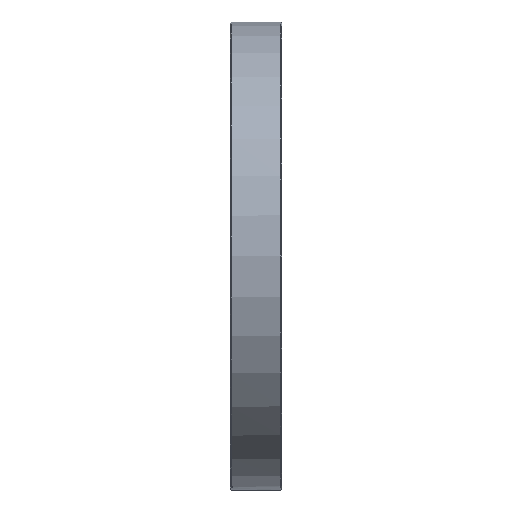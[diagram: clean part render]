
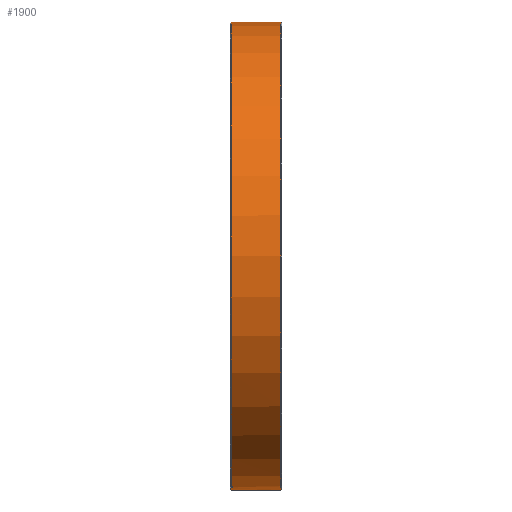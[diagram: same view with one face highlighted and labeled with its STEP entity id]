
A CAD part, left-side view. The second image highlights one B-rep face of the part: STEP entity #1900.
In plain terms, the highlighted cylindrical face has radius 101.2 mm (diameter 202.4 mm), a partial arc.
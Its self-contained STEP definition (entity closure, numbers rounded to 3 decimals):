
#135 = VECTOR ( 'NONE', #765, 1000. ) ;
#184 = CIRCLE ( 'NONE', #208, 101.2 ) ;
#208 = AXIS2_PLACEMENT_3D ( 'NONE', #657, #658, #659 ) ;
#235 = VECTOR ( 'NONE', #768, 1000. ) ;
#267 = EDGE_CURVE ( 'NONE', #2869, #1985, #184, .T. ) ;
#303 = EDGE_CURVE ( 'NONE', #1977, #2422, #761, .T. ) ;
#304 = EDGE_CURVE ( 'NONE', #1985, #2434, #766, .T. ) ;
#657 = CARTESIAN_POINT ( 'NONE',  ( 0., 21.9, 0. ) ) ;
#658 = DIRECTION ( 'NONE',  ( 0., -1., 0. ) ) ;
#659 = DIRECTION ( 'NONE',  ( 0., 0., -1. ) ) ;
#754 = CARTESIAN_POINT ( 'NONE',  ( 0., -15.022, 101.2 ) ) ;
#761 = LINE ( 'NONE', #754, #135 ) ;
#765 = DIRECTION ( 'NONE',  ( 0., -1., 0. ) ) ;
#766 = LINE ( 'NONE', #767, #235 ) ;
#767 = CARTESIAN_POINT ( 'NONE',  ( 0., -15.022, -101.2 ) ) ;
#768 = DIRECTION ( 'NONE',  ( 0., -1., 0. ) ) ;
#1818 = EDGE_CURVE ( 'NONE', #1977, #2866, #4297, .T. ) ;
#1819 = EDGE_CURVE ( 'NONE', #2866, #2862, #4237, .T. ) ;
#1820 = EDGE_CURVE ( 'NONE', #2862, #2861, #4301, .T. ) ;
#1821 = EDGE_CURVE ( 'NONE', #2861, #2869, #3245, .T. ) ;
#1822 = EDGE_CURVE ( 'NONE', #2434, #2422, #4304, .T. ) ;
#1900 = ADVANCED_FACE ( 'NONE', ( #3541 ), #3540, .T. ) ;
#1977 = VERTEX_POINT ( 'NONE', #3592 ) ;
#1985 = VERTEX_POINT ( 'NONE', #3605 ) ;
#2422 = VERTEX_POINT ( 'NONE', #3618 ) ;
#2434 = VERTEX_POINT ( 'NONE', #3627 ) ;
#2460 = ORIENTED_EDGE ( 'NONE', *, *, #303, .F. ) ;
#2461 = ORIENTED_EDGE ( 'NONE', *, *, #1818, .T. ) ;
#2462 = ORIENTED_EDGE ( 'NONE', *, *, #1819, .T. ) ;
#2463 = ORIENTED_EDGE ( 'NONE', *, *, #1820, .T. ) ;
#2464 = ORIENTED_EDGE ( 'NONE', *, *, #1821, .T. ) ;
#2465 = ORIENTED_EDGE ( 'NONE', *, *, #267, .T. ) ;
#2466 = ORIENTED_EDGE ( 'NONE', *, *, #304, .T. ) ;
#2467 = ORIENTED_EDGE ( 'NONE', *, *, #1822, .T. ) ;
#2651 = EDGE_LOOP ( 'NONE', ( #2460, #2461, #2462, #2463, #2464, #2465, #2466, #2467 ) ) ;
#2861 = VERTEX_POINT ( 'NONE', #3734 ) ;
#2862 = VERTEX_POINT ( 'NONE', #3735 ) ;
#2866 = VERTEX_POINT ( 'NONE', #3739 ) ;
#2869 = VERTEX_POINT ( 'NONE', #3742 ) ;
#3245 = LINE ( 'NONE', #3246, #4302 ) ;
#3246 = CARTESIAN_POINT ( 'NONE',  ( -14.348, -15.022, -100.178 ) ) ;
#3247 = CARTESIAN_POINT ( 'NONE',  ( 0., 21.9, 0. ) ) ;
#3248 = DIRECTION ( 'NONE',  ( 0., -1., 0. ) ) ;
#3249 = DIRECTION ( 'NONE',  ( 0., 0., -1. ) ) ;
#3250 = DIRECTION ( 'NONE',  ( 0., -1., 0. ) ) ;
#3251 = CARTESIAN_POINT ( 'NONE',  ( 0., 21.1, 0. ) ) ;
#3252 = DIRECTION ( 'NONE',  ( 0., -1., 0. ) ) ;
#3253 = DIRECTION ( 'NONE',  ( 0., 0., -1. ) ) ;
#3254 = DIRECTION ( 'NONE',  ( 0., 1., 0. ) ) ;
#3257 = CARTESIAN_POINT ( 'NONE',  ( 0., 0.4, 0. ) ) ;
#3258 = DIRECTION ( 'NONE',  ( 0., 1., 0. ) ) ;
#3259 = DIRECTION ( 'NONE',  ( 0., 0., 1. ) ) ;
#3535 = DIRECTION ( 'NONE',  ( 0., -1., 0. ) ) ;
#3537 = CARTESIAN_POINT ( 'NONE',  ( 0., -15.022, 0. ) ) ;
#3540 = CYLINDRICAL_SURFACE ( 'NONE', #4445, 101.2 ) ;
#3541 = FACE_OUTER_BOUND ( 'NONE', #2651, .T. ) ;
#3543 = DIRECTION ( 'NONE',  ( 0., 0., -1. ) ) ;
#3592 = CARTESIAN_POINT ( 'NONE',  ( 0., 21.9, 101.2 ) ) ;
#3605 = CARTESIAN_POINT ( 'NONE',  ( 0., 21.9, -101.2 ) ) ;
#3618 = CARTESIAN_POINT ( 'NONE',  ( 0., 0.4, 101.2 ) ) ;
#3627 = CARTESIAN_POINT ( 'NONE',  ( 0., 0.4, -101.2 ) ) ;
#3734 = CARTESIAN_POINT ( 'NONE',  ( -14.348, 21.1, -100.178 ) ) ;
#3735 = CARTESIAN_POINT ( 'NONE',  ( -17.311, 21.1, -99.708 ) ) ;
#3739 = CARTESIAN_POINT ( 'NONE',  ( -17.311, 21.9, -99.708 ) ) ;
#3742 = CARTESIAN_POINT ( 'NONE',  ( -14.348, 21.9, -100.178 ) ) ;
#4237 = LINE ( 'NONE', #4238, #4299 ) ;
#4238 = CARTESIAN_POINT ( 'NONE',  ( -17.311, -15.022, -99.708 ) ) ;
#4297 = CIRCLE ( 'NONE', #4300, 101.2 ) ;
#4299 = VECTOR ( 'NONE', #3250, 1000. ) ;
#4300 = AXIS2_PLACEMENT_3D ( 'NONE', #3247, #3248, #3249 ) ;
#4301 = CIRCLE ( 'NONE', #4303, 101.2 ) ;
#4302 = VECTOR ( 'NONE', #3254, 1000. ) ;
#4303 = AXIS2_PLACEMENT_3D ( 'NONE', #3251, #3252, #3253 ) ;
#4304 = CIRCLE ( 'NONE', #4306, 101.2 ) ;
#4306 = AXIS2_PLACEMENT_3D ( 'NONE', #3257, #3258, #3259 ) ;
#4445 = AXIS2_PLACEMENT_3D ( 'NONE', #3537, #3535, #3543 ) ;
